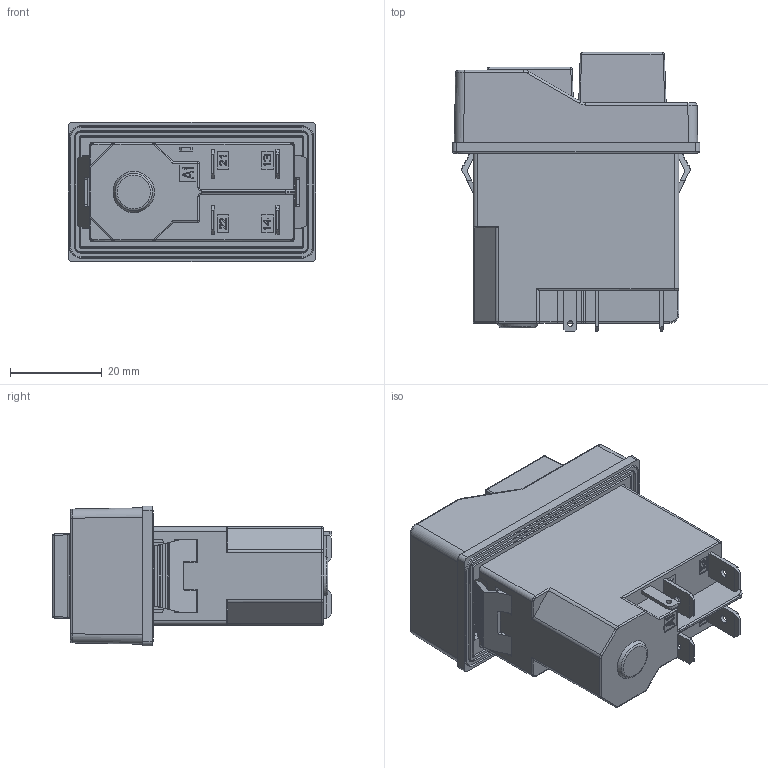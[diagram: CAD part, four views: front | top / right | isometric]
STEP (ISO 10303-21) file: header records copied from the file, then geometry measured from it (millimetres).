
FILE_DESCRIPTION(/* description */ (''),/* implementation_level */ '2;1');
FILE_NAME(/* name */ 'KJE3223xxx1.stp',/* time_stamp */ '2024-12-18T14:57:02-06:00',/* author */ ('jsteinblock'),/* organization */ (''),/* preprocessor_version */ 'ST-DEVELOPER v20',/* originating_system */ 'Autodesk Inventor 2022',/* authorisation */ '');
FILE_SCHEMA (('AUTOMOTIVE_DESIGN { 1 0 10303 214 3 1 1 }'));
Products named in the file (1): KJE3223xxx1
Bounding box: 54 x 60.8 x 30.4 mm (x, y, z)
Volume: 27063.1 mm3; surface area: 41675.8 mm2
Topology: 1 solids, 8 shells, 4761 faces, 13483 edges, 8783 vertices
Faces by surface type: plane 4190, cylinder 401, cone 55, bspline 49, torus 48, sphere 18
Full cylindrical faces by diameter (mm): 1.2 x1, 1.5 x1, 1.8 x4, 4.2 x1, 6.8 x1, 7 x2, 9 x1, 9.2 x1, 11.6 x1
Entity records: 153016 total; most frequent: CARTESIAN_POINT 29141, ORIENTED_EDGE 26966, DIRECTION 23707, EDGE_CURVE 13483, LINE 12345, VECTOR 12345, VERTEX_POINT 8783, AXIS2_PLACEMENT_3D 5681
